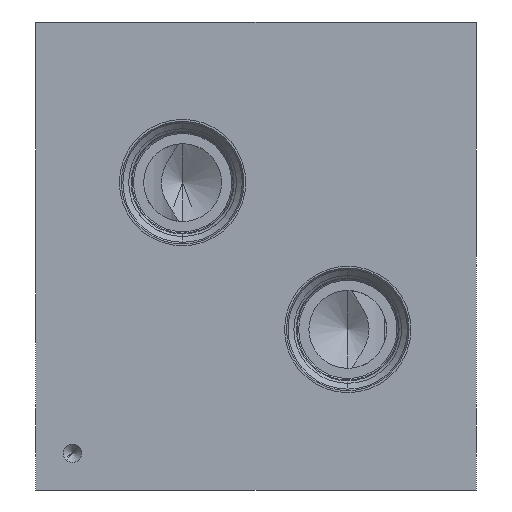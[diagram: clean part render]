
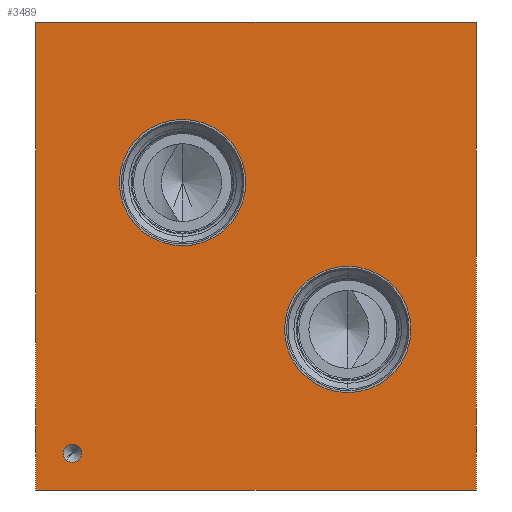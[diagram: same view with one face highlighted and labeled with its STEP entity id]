
A CAD part, front view. The second image highlights one B-rep face of the part: STEP entity #3489.
In plain terms, the highlighted planar face has unit normal (0, -1, 0).
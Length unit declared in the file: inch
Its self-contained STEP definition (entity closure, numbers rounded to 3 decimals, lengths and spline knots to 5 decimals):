
#5=DIRECTION('',(1.,0.,0.));
#6=VECTOR('',#5,3.);
#7=CARTESIAN_POINT('',(0.,-2.938,0.));
#8=LINE('',#7,#6);
#95=DIRECTION('',(0.,0.,1.));
#96=VECTOR('',#95,3.188);
#97=CARTESIAN_POINT('',(3.,-2.938,0.));
#98=LINE('',#97,#96);
#119=DIRECTION('',(0.,0.,1.));
#120=VECTOR('',#119,3.188);
#121=CARTESIAN_POINT('',(0.,-2.938,0.));
#122=LINE('',#121,#120);
#123=CARTESIAN_POINT('',(1.,-2.938,2.094));
#124=DIRECTION('',(0.,1.,0.));
#125=DIRECTION('',(0.,0.,-1.));
#126=AXIS2_PLACEMENT_3D('',#123,#124,#125);
#128=CARTESIAN_POINT('',(1.,-2.938,2.094));
#129=DIRECTION('',(0.,1.,0.));
#130=DIRECTION('',(0.,0.,1.));
#131=AXIS2_PLACEMENT_3D('',#128,#129,#130);
#133=CARTESIAN_POINT('',(2.125,-2.938,1.094));
#134=DIRECTION('',(0.,1.,0.));
#135=DIRECTION('',(0.,0.,-1.));
#136=AXIS2_PLACEMENT_3D('',#133,#134,#135);
#138=CARTESIAN_POINT('',(2.125,-2.938,1.094));
#139=DIRECTION('',(0.,1.,0.));
#140=DIRECTION('',(0.,0.,1.));
#141=AXIS2_PLACEMENT_3D('',#138,#139,#140);
#143=CARTESIAN_POINT('',(0.25,-2.938,0.25));
#144=DIRECTION('',(0.,1.,0.));
#145=DIRECTION('',(-0.643,0.,-0.766));
#146=AXIS2_PLACEMENT_3D('',#143,#144,#145);
#148=CARTESIAN_POINT('',(0.25,-2.938,0.25));
#149=DIRECTION('',(0.,1.,0.));
#150=DIRECTION('',(0.643,0.,0.766));
#151=AXIS2_PLACEMENT_3D('',#148,#149,#150);
#165=DIRECTION('',(1.,0.,0.));
#166=VECTOR('',#165,3.);
#167=CARTESIAN_POINT('',(0.,-2.938,3.188));
#168=LINE('',#167,#166);
#2889=CARTESIAN_POINT('',(0.,-2.938,0.));
#2891=VERTEX_POINT('',#2889);
#2892=CARTESIAN_POINT('',(3.,-2.938,0.));
#2893=VERTEX_POINT('',#2892);
#2897=CARTESIAN_POINT('',(0.,-2.938,3.188));
#2899=VERTEX_POINT('',#2897);
#2900=CARTESIAN_POINT('',(3.,-2.938,3.188));
#2901=VERTEX_POINT('',#2900);
#3118=CARTESIAN_POINT('',(1.,-2.938,2.5245));
#3119=VERTEX_POINT('',#3118);
#3124=CARTESIAN_POINT('',(1.,-2.938,1.6635));
#3125=VERTEX_POINT('',#3124);
#3188=CARTESIAN_POINT('',(2.125,-2.938,1.5245));
#3189=VERTEX_POINT('',#3188);
#3194=CARTESIAN_POINT('',(2.125,-2.938,0.6635));
#3195=VERTEX_POINT('',#3194);
#3220=CARTESIAN_POINT('',(0.21015,-2.938,
0.20251));
#3221=CARTESIAN_POINT('',(0.28985,-2.938,
0.29749));
#3222=VERTEX_POINT('',#3220);
#3223=VERTEX_POINT('',#3221);
#3459=CARTESIAN_POINT('',(0.,-2.938,0.));
#3460=DIRECTION('',(0.,-1.,0.));
#3461=DIRECTION('',(1.,0.,0.));
#3462=AXIS2_PLACEMENT_3D('',#3459,#3460,#3461);
#3463=PLANE('',#3462);
#3464=ORIENTED_EDGE('',*,*,#3353,.F.);
#3465=ORIENTED_EDGE('',*,*,#3384,.T.);
#3467=ORIENTED_EDGE('',*,*,#3466,.T.);
#3468=ORIENTED_EDGE('',*,*,#3439,.F.);
#3469=EDGE_LOOP('',(#3464,#3465,#3467,#3468));
#3470=FACE_OUTER_BOUND('',#3469,.F.);
#3472=ORIENTED_EDGE('',*,*,#3471,.F.);
#3474=ORIENTED_EDGE('',*,*,#3473,.F.);
#3475=EDGE_LOOP('',(#3472,#3474));
#3476=FACE_BOUND('',#3475,.F.);
#3478=ORIENTED_EDGE('',*,*,#3477,.F.);
#3480=ORIENTED_EDGE('',*,*,#3479,.F.);
#3481=EDGE_LOOP('',(#3478,#3480));
#3482=FACE_BOUND('',#3481,.F.);
#3484=ORIENTED_EDGE('',*,*,#3483,.F.);
#3486=ORIENTED_EDGE('',*,*,#3485,.F.);
#3487=EDGE_LOOP('',(#3484,#3486));
#3488=FACE_BOUND('',#3487,.F.);
#3489=ADVANCED_FACE('',(#3470,#3476,#3482,#3488),#3463,.T.);
#127=CIRCLE('',#126,0.4305);
#132=CIRCLE('',#131,0.4305);
#137=CIRCLE('',#136,0.4305);
#142=CIRCLE('',#141,0.4305);
#147=CIRCLE('',#146,0.062);
#152=CIRCLE('',#151,0.062);
#3353=EDGE_CURVE('',#2891,#2893,#8,.T.);
#3384=EDGE_CURVE('',#2891,#2899,#122,.T.);
#3439=EDGE_CURVE('',#2893,#2901,#98,.T.);
#3466=EDGE_CURVE('',#2899,#2901,#168,.T.);
#3471=EDGE_CURVE('',#3125,#3119,#127,.T.);
#3473=EDGE_CURVE('',#3119,#3125,#132,.T.);
#3477=EDGE_CURVE('',#3195,#3189,#137,.T.);
#3479=EDGE_CURVE('',#3189,#3195,#142,.T.);
#3483=EDGE_CURVE('',#3222,#3223,#147,.T.);
#3485=EDGE_CURVE('',#3223,#3222,#152,.T.);
